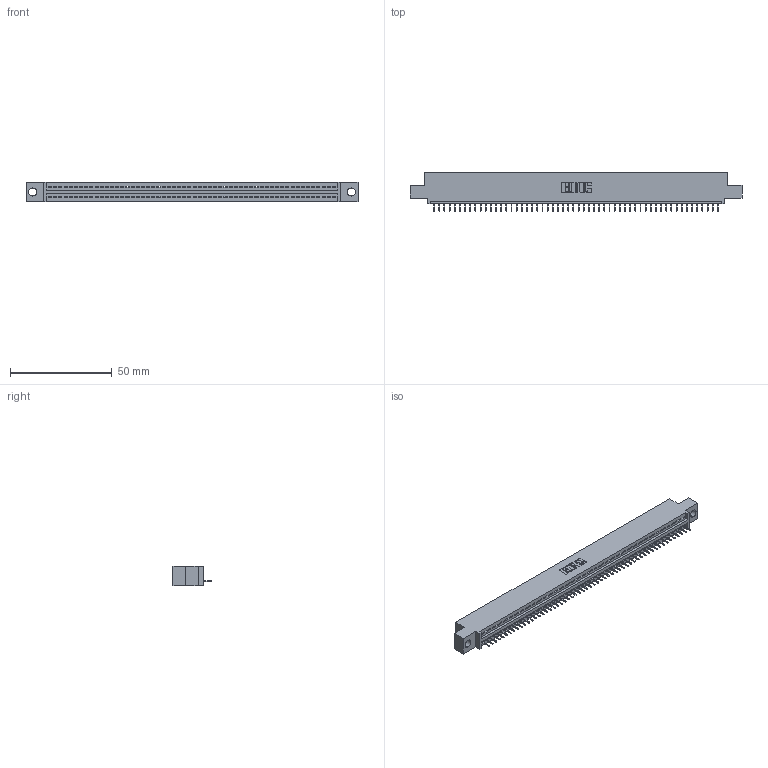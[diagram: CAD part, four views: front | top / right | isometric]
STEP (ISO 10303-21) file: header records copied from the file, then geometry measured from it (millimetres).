
FILE_DESCRIPTION (( 'STEP AP203' ), '1' );
FILE_NAME ('345-056-525-404.STEP', '2020-09-20T18:52:55', ( '' ), ( '' ), 'SwSTEP 2.0', 'SolidWorks 2020', '' );
FILE_SCHEMA (( 'CONFIG_CONTROL_DESIGN' ));
Length unit declared in the file: inch
Products named in the file (3): 345-056-525-404; 345 Part_0.110 Offset - 0.156 Dia-TH; 345-292-001_345-293-125
Assembly tree (57 placements, depth 2):
  345-056-525-404
    345 Part_0.110 Offset - 0.156 Dia-TH
    345-292-001_345-293-125  x56
Bounding box: 163.45 x 18.72 x 9.4 mm (x, y, z)
Volume: 15249.4 mm3; surface area: 19583.5 mm2
Topology: 57 solids, 57 shells, 3602 faces, 10433 edges, 6730 vertices
Faces by surface type: plane 2660, cylinder 942
Entity records: 40471 total; most frequent: CARTESIAN_POINT 7016, ORIENTED_EDGE 7006, DIRECTION 6107, EDGE_CURVE 3503, VECTOR 3151, LINE 3151, VERTEX_POINT 2330, AXIS2_PLACEMENT_3D 1478
